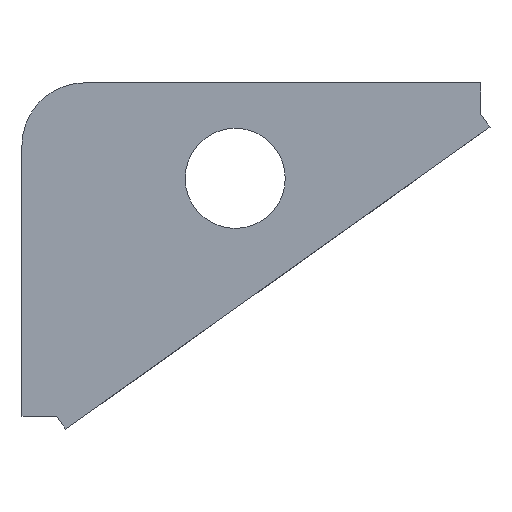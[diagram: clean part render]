
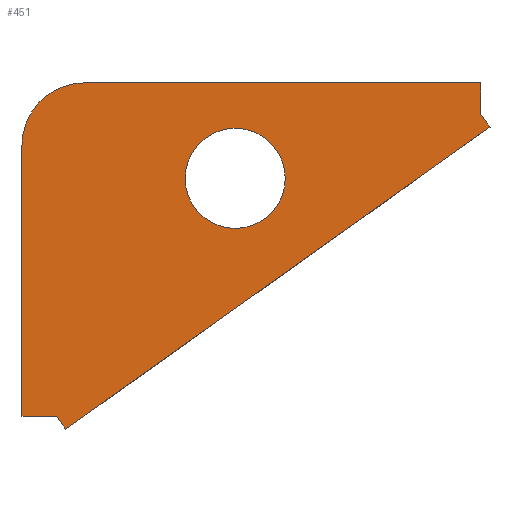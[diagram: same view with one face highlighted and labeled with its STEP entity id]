
A CAD part, front view. The second image highlights one B-rep face of the part: STEP entity #451.
In plain terms, the highlighted planar face has unit normal (0, -1, 0).
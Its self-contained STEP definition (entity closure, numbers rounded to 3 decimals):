
#24=FACE_BOUND('',#73,.T.);
#28=PLANE('',#495);
#46=FACE_OUTER_BOUND('',#72,.T.);
#72=EDGE_LOOP('',(#342,#343,#344,#345,#346,#347,#348,#349));
#73=EDGE_LOOP('',(#350));
#101=LINE('',#659,#152);
#108=LINE('',#680,#159);
#113=LINE('',#690,#164);
#114=LINE('',#692,#165);
#115=LINE('',#694,#166);
#116=LINE('',#696,#167);
#117=LINE('',#697,#168);
#152=VECTOR('',#536,10.);
#159=VECTOR('',#553,10.);
#164=VECTOR('',#560,10.);
#165=VECTOR('',#561,10.);
#166=VECTOR('',#562,10.);
#167=VECTOR('',#563,10.);
#168=VECTOR('',#564,10.);
#196=CIRCLE('',#487,2.);
#201=CIRCLE('',#496,1.6);
#206=VERTEX_POINT('',#640);
#207=VERTEX_POINT('',#641);
#214=VERTEX_POINT('',#657);
#223=VERTEX_POINT('',#679);
#227=VERTEX_POINT('',#689);
#228=VERTEX_POINT('',#691);
#229=VERTEX_POINT('',#693);
#230=VERTEX_POINT('',#695);
#231=VERTEX_POINT('',#698);
#248=EDGE_CURVE('',#206,#207,#196,.T.);
#257=EDGE_CURVE('',#206,#214,#101,.T.);
#267=EDGE_CURVE('',#223,#207,#108,.T.);
#272=EDGE_CURVE('',#214,#227,#113,.T.);
#273=EDGE_CURVE('',#227,#228,#114,.T.);
#274=EDGE_CURVE('',#229,#228,#115,.T.);
#275=EDGE_CURVE('',#230,#229,#116,.T.);
#276=EDGE_CURVE('',#230,#223,#117,.T.);
#277=EDGE_CURVE('',#231,#231,#201,.T.);
#342=ORIENTED_EDGE('',*,*,#248,.F.);
#343=ORIENTED_EDGE('',*,*,#257,.T.);
#344=ORIENTED_EDGE('',*,*,#272,.T.);
#345=ORIENTED_EDGE('',*,*,#273,.T.);
#346=ORIENTED_EDGE('',*,*,#274,.F.);
#347=ORIENTED_EDGE('',*,*,#275,.F.);
#348=ORIENTED_EDGE('',*,*,#276,.T.);
#349=ORIENTED_EDGE('',*,*,#267,.T.);
#350=ORIENTED_EDGE('',*,*,#277,.F.);
#451=ADVANCED_FACE('',(#46,#24),#28,.F.);
#487=AXIS2_PLACEMENT_3D('',#642,#523,#524);
#495=AXIS2_PLACEMENT_3D('',#688,#558,#559);
#496=AXIS2_PLACEMENT_3D('',#699,#565,#566);
#523=DIRECTION('center_axis',(0.,1.,0.));
#524=DIRECTION('ref_axis',(-1.,0.,0.));
#536=DIRECTION('',(0.,0.,-1.));
#553=DIRECTION('',(-1.,0.,0.));
#558=DIRECTION('center_axis',(0.,1.,0.));
#559=DIRECTION('ref_axis',(1.,0.,0.));
#560=DIRECTION('',(1.,0.,0.));
#561=DIRECTION('',(0.58,0.,-0.815));
#562=DIRECTION('',(-0.815,0.,-0.58));
#563=DIRECTION('',(0.58,0.,-0.815));
#564=DIRECTION('',(0.,0.,1.));
#565=DIRECTION('center_axis',(0.,-1.,0.));
#566=DIRECTION('ref_axis',(1.,0.,0.));
#640=CARTESIAN_POINT('',(28.157,13.208,-51.773));
#641=CARTESIAN_POINT('',(30.157,13.208,-49.773));
#642=CARTESIAN_POINT('Origin',(30.157,13.208,-51.773));
#657=CARTESIAN_POINT('',(28.157,13.208,-60.435));
#659=CARTESIAN_POINT('',(28.157,13.208,-57.435));
#679=CARTESIAN_POINT('',(42.828,13.208,-49.773));
#680=CARTESIAN_POINT('',(32.825,13.208,-49.773));
#688=CARTESIAN_POINT('Origin',(35.493,13.208,-55.199));
#689=CARTESIAN_POINT('',(29.263,13.208,-60.435));
#690=CARTESIAN_POINT('',(28.157,13.208,-60.435));
#691=CARTESIAN_POINT('',(29.553,13.208,-60.843));
#692=CARTESIAN_POINT('',(29.263,13.208,-60.435));
#693=CARTESIAN_POINT('',(43.118,13.208,-51.189));
#694=CARTESIAN_POINT('',(43.118,13.208,-51.189));
#695=CARTESIAN_POINT('',(42.828,13.208,-50.782));
#696=CARTESIAN_POINT('',(42.828,13.208,-50.782));
#697=CARTESIAN_POINT('',(42.828,13.208,-52.917));
#698=CARTESIAN_POINT('',(33.372,13.208,-52.825));
#699=CARTESIAN_POINT('Origin',(34.972,13.208,-52.825));
